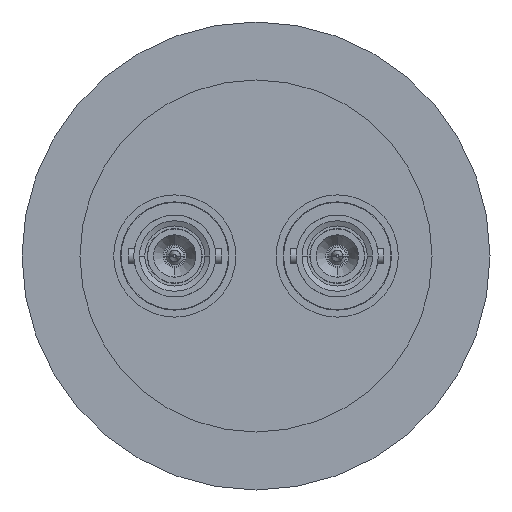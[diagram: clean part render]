
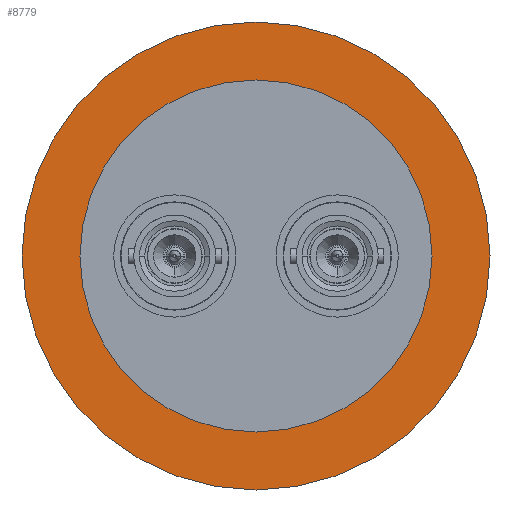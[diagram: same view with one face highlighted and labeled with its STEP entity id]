
A CAD part, front view. The second image highlights one B-rep face of the part: STEP entity #8779.
In plain terms, the highlighted planar face has unit normal (0, -1, 0).
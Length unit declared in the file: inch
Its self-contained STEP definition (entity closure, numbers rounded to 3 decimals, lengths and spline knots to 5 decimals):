
#16 = CARTESIAN_POINT ( 'NONE',  ( 0., -0.62633, -0.8125 ) ) ;
#241 = FACE_OUTER_BOUND ( 'NONE', #8353, .T. ) ;
#242 = FACE_BOUND ( 'NONE', #8325, .T. ) ;
#983 = CARTESIAN_POINT ( 'NONE',  ( 1.08, -0.62633, 0. ) ) ;
#993 = PLANE ( 'NONE',  #6251 ) ;
#994 = DIRECTION ( 'NONE',  ( 0., 1., 0. ) ) ;
#995 = DIRECTION ( 'NONE',  ( 0., 0., 1. ) ) ;
#1455 = CARTESIAN_POINT ( 'NONE',  ( 0., -0.62633, 0. ) ) ;
#1457 = DIRECTION ( 'NONE',  ( 0., 1., 0. ) ) ;
#1458 = DIRECTION ( 'NONE',  ( 0., 0., 1. ) ) ;
#1474 = CARTESIAN_POINT ( 'NONE',  ( 0., -0.62633, 0. ) ) ;
#1475 = DIRECTION ( 'NONE',  ( 0., 1., 0. ) ) ;
#1477 = DIRECTION ( 'NONE',  ( 0., 0., 1. ) ) ;
#1556 = CARTESIAN_POINT ( 'NONE',  ( 0., -0.62633, 0. ) ) ;
#1557 = DIRECTION ( 'NONE',  ( 0., 1., 0. ) ) ;
#1559 = DIRECTION ( 'NONE',  ( 0., 0., 1. ) ) ;
#1590 = CARTESIAN_POINT ( 'NONE',  ( 0., -0.62633, 0. ) ) ;
#1592 = DIRECTION ( 'NONE',  ( 0., 1., 0. ) ) ;
#1594 = DIRECTION ( 'NONE',  ( 0., 0., 1. ) ) ;
#3181 = CARTESIAN_POINT ( 'NONE',  ( 0., -0.62633, -1.08 ) ) ;
#3778 = CARTESIAN_POINT ( 'NONE',  ( 0., -0.62633, 0.8125 ) ) ;
#5180 = AXIS2_PLACEMENT_3D ( 'NONE', #1455, #1457, #1458 ) ;
#5183 = AXIS2_PLACEMENT_3D ( 'NONE', #1474, #1475, #1477 ) ;
#5191 = AXIS2_PLACEMENT_3D ( 'NONE', #1556, #1557, #1559 ) ;
#5195 = AXIS2_PLACEMENT_3D ( 'NONE', #1590, #1592, #1594 ) ;
#5532 = VERTEX_POINT ( 'NONE', #3181 ) ;
#5619 = VERTEX_POINT ( 'NONE', #16 ) ;
#5718 = VERTEX_POINT ( 'NONE', #3778 ) ;
#5754 = VERTEX_POINT ( 'NONE', #7413 ) ;
#6251 = AXIS2_PLACEMENT_3D ( 'NONE', #983, #994, #995 ) ;
#7413 = CARTESIAN_POINT ( 'NONE',  ( 0., -0.62633, 1.08 ) ) ;
#8325 = EDGE_LOOP ( 'NONE', ( #8476, #8446 ) ) ;
#8353 = EDGE_LOOP ( 'NONE', ( #8504, #8450 ) ) ;
#8446 = ORIENTED_EDGE ( 'NONE', *, *, #10403, .T. ) ;
#8450 = ORIENTED_EDGE ( 'NONE', *, *, #10381, .F. ) ;
#8476 = ORIENTED_EDGE ( 'NONE', *, *, #10384, .T. ) ;
#8504 = ORIENTED_EDGE ( 'NONE', *, *, #10398, .F. ) ;
#8779 = ADVANCED_FACE ( 'NONE', ( #241, #242 ), #993, .F. ) ;
#10381 = EDGE_CURVE ( 'NONE', #5532, #5754, #12105, .T. ) ;
#10384 = EDGE_CURVE ( 'NONE', #5718, #5619, #12107, .T. ) ;
#10398 = EDGE_CURVE ( 'NONE', #5754, #5532, #12122, .T. ) ;
#10403 = EDGE_CURVE ( 'NONE', #5619, #5718, #12135, .T. ) ;
#12105 = CIRCLE ( 'NONE', #5180, 1.08 ) ;
#12107 = CIRCLE ( 'NONE', #5183, 0.8125 ) ;
#12122 = CIRCLE ( 'NONE', #5191, 1.08 ) ;
#12135 = CIRCLE ( 'NONE', #5195, 0.8125 ) ;
